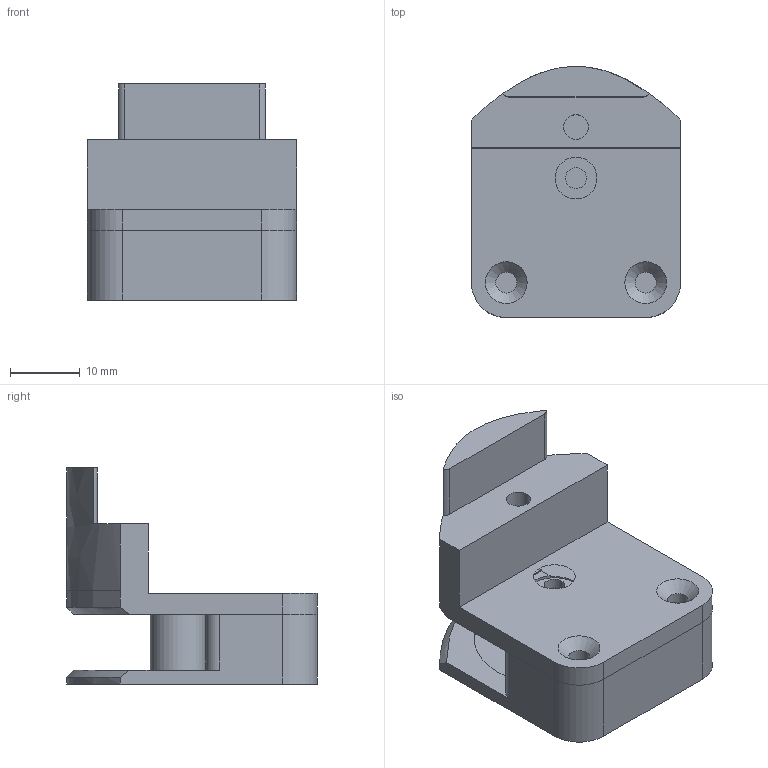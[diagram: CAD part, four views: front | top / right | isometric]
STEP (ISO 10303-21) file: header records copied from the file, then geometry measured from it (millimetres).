
FILE_DESCRIPTION(/* description */ (''),/* implementation_level */ '2;1');
FILE_NAME(/* name */ 'Lip Spool Holder v11.step',/* time_stamp */ '2024-09-12T23:21:32-04:00',/* author */ (''),/* organization */ (''),/* preprocessor_version */ 'ST-DEVELOPER v20',/* originating_system */ 'Autodesk Translation Framework v13.14.0.145',/* authorisation */ '');
FILE_SCHEMA (('AUTOMOTIVE_DESIGN { 1 0 10303 214 3 1 1 }'));
Length unit declared in the file: millimetre
Products named in the file (1): Lip Spool Holder
Bounding box: 30 x 36 x 31 mm (x, y, z)
Volume: 10541.1 mm3; surface area: 6969.1 mm2
Topology: 2 solids, 2 shells, 62 faces, 151 edges, 98 vertices
Faces by surface type: plane 32, cylinder 21, bspline 5, cone 4
Full cylindrical faces by diameter (mm): 3 x6, 3.5 x1, 4.7 x1, 8 x2, 23 x2
Entity records: 3655 total; most frequent: CARTESIAN_POINT 2115, DIRECTION 312, ORIENTED_EDGE 302, EDGE_CURVE 151, AXIS2_PLACEMENT_3D 114, VERTEX_POINT 98, LINE 84, VECTOR 84
